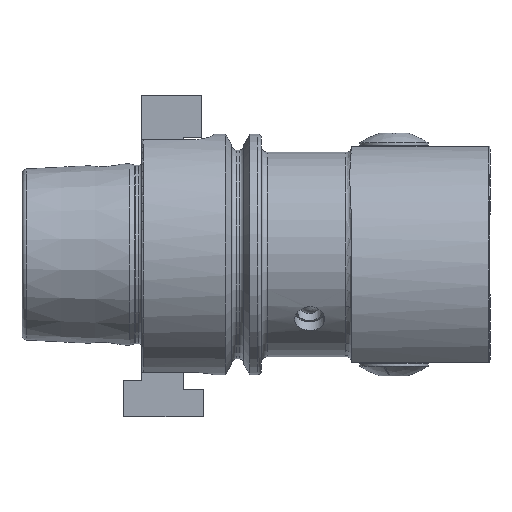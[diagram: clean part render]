
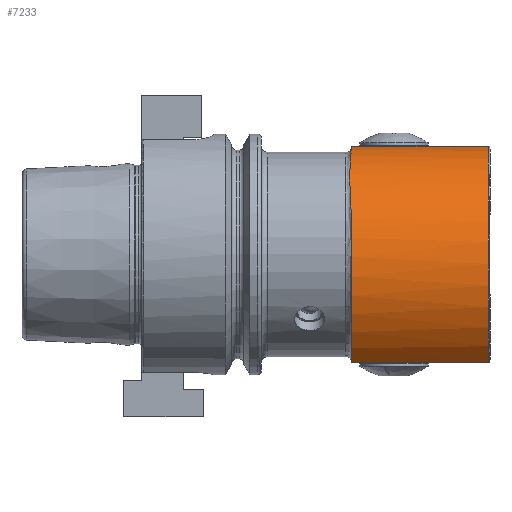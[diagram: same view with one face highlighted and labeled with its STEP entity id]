
A CAD part, front view. The second image highlights one B-rep face of the part: STEP entity #7233.
In plain terms, the highlighted cylindrical face has radius 20.938 mm (diameter 41.876 mm), a partial arc.
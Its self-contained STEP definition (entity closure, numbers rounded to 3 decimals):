
#18 = CARTESIAN_POINT ( 'NONE',  ( 35., 0., 18. ) ) ;
#522 = CARTESIAN_POINT ( 'NONE',  ( 34.976, -17.142, 4.734 ) ) ;
#563 = CARTESIAN_POINT ( 'NONE',  ( 35., -0.519, 17.94 ) ) ;
#586 = DIRECTION ( 'NONE',  ( 1., 0., 0. ) ) ;
#684 = CARTESIAN_POINT ( 'NONE',  ( 34.681, -12.742, 11.698 ) ) ;
#899 = VERTEX_POINT ( 'NONE', #7817 ) ;
#1256 = CIRCLE ( 'NONE', #3249, 20.938 ) ;
#1431 = CARTESIAN_POINT ( 'NONE',  ( 34.789, -6.923, 15.955 ) ) ;
#1435 = AXIS2_PLACEMENT_3D ( 'NONE', #10638, #586, #9893 ) ;
#1513 = EDGE_LOOP ( 'NONE', ( #7991, #5436, #7659, #3189, #9744 ) ) ;
#1533 = CARTESIAN_POINT ( 'NONE',  ( 34.789, -14.71, 9.279 ) ) ;
#1736 = CYLINDRICAL_SURFACE ( 'NONE', #1435, 20.938 ) ;
#1775 = CIRCLE ( 'NONE', #9845, 20.938 ) ;
#1818 = DIRECTION ( 'NONE',  ( 1., 0., 0. ) ) ;
#1836 = EDGE_CURVE ( 'NONE', #8039, #7180, #5741, .T. ) ;
#2325 = LINE ( 'NONE', #8013, #6523 ) ;
#2382 = CARTESIAN_POINT ( 'NONE',  ( 34.916, -16.318, 6.639 ) ) ;
#2638 = VERTEX_POINT ( 'NONE', #18 ) ;
#2653 = CARTESIAN_POINT ( 'NONE',  ( 57.7, 2.4, -2.8 ) ) ;
#3105 = CARTESIAN_POINT ( 'NONE',  ( 35., -17.789, 2.751 ) ) ;
#3110 = EDGE_CURVE ( 'NONE', #7346, #8039, #1775, .T. ) ;
#3139 = CARTESIAN_POINT ( 'NONE',  ( 34.963, -2.569, 17.546 ) ) ;
#3189 = ORIENTED_EDGE ( 'NONE', *, *, #3110, .T. ) ;
#3206 = CARTESIAN_POINT ( 'NONE',  ( 35., 0., 18. ) ) ;
#3249 = AXIS2_PLACEMENT_3D ( 'NONE', #2653, #5154, #8577 ) ;
#3948 = CARTESIAN_POINT ( 'NONE',  ( 34.681, -9.615, 14.379 ) ) ;
#3983 = CARTESIAN_POINT ( 'NONE',  ( 34.81, -6.458, 16.179 ) ) ;
#3984 = CARTESIAN_POINT ( 'NONE',  ( 35., -12., -18. ) ) ;
#4208 = CARTESIAN_POINT ( 'NONE',  ( 30., -12., -18. ) ) ;
#4756 = CARTESIAN_POINT ( 'NONE',  ( 34.729, -8.291, 15.21 ) ) ;
#4876 = CARTESIAN_POINT ( 'NONE',  ( 34.874, -5.042, 16.798 ) ) ;
#5076 = VECTOR ( 'NONE', #1818, 1000. ) ;
#5154 = DIRECTION ( 'NONE',  ( 1., 0., 0. ) ) ;
#5436 = ORIENTED_EDGE ( 'NONE', *, *, #8683, .F. ) ;
#5658 = CARTESIAN_POINT ( 'NONE',  ( 35., -17.65, 3.254 ) ) ;
#5741 = LINE ( 'NONE', #4208, #5076 ) ;
#5792 = DIRECTION ( 'NONE',  ( 0., 0., -1. ) ) ;
#6459 = CARTESIAN_POINT ( 'NONE',  ( 34.976, -2.06, 17.664 ) ) ;
#6523 = VECTOR ( 'NONE', #8852, 1000. ) ;
#6568 = CARTESIAN_POINT ( 'NONE',  ( 34.729, -13.764, 10.519 ) ) ;
#6636 = CARTESIAN_POINT ( 'NONE',  ( 35., 2.4, -2.8 ) ) ;
#7180 = VERTEX_POINT ( 'NONE', #9923 ) ;
#7233 = ADVANCED_FACE ( 'NONE', ( #9599 ), #1736, .T. ) ;
#7346 = VERTEX_POINT ( 'NONE', #10065 ) ;
#7393 = CARTESIAN_POINT ( 'NONE',  ( 34.81, -15.003, 8.853 ) ) ;
#7659 = ORIENTED_EDGE ( 'NONE', *, *, #9568, .T. ) ;
#7817 = CARTESIAN_POINT ( 'NONE',  ( 57.7, 0., 18. ) ) ;
#7989 = B_SPLINE_CURVE_WITH_KNOTS ( 'NONE', 3,
 ( #3206, #563, #8170, #6459, #3139, #9759, #4876, #3983, #1431, #8205, #4756, #3948, #10685, #10650, #684, #6568, #8237, #1533, #7393, #9875, #2382, #9090, #522, #8135, #5658, #3105 ),
 .UNSPECIFIED., .F., .F.,
 ( 4, 2, 2, 2, 2, 2, 2, 2, 2, 2, 2, 2, 4 ),
 ( 0., 0.002, 0.003, 0.006, 0.008, 0.009, 0.013, 0.016, 0.017, 0.019, 0.022, 0.023, 0.025 ),
 .UNSPECIFIED. ) ;
#7991 = ORIENTED_EDGE ( 'NONE', *, *, #9097, .F. ) ;
#8013 = CARTESIAN_POINT ( 'NONE',  ( 30., 0., 18. ) ) ;
#8039 = VERTEX_POINT ( 'NONE', #3984 ) ;
#8135 = CARTESIAN_POINT ( 'NONE',  ( 34.995, -17.493, 3.751 ) ) ;
#8170 = CARTESIAN_POINT ( 'NONE',  ( 34.995, -1.035, 17.861 ) ) ;
#8205 = CARTESIAN_POINT ( 'NONE',  ( 34.748, -7.839, 15.471 ) ) ;
#8237 = CARTESIAN_POINT ( 'NONE',  ( 34.748, -14.091, 10.111 ) ) ;
#8577 = DIRECTION ( 'NONE',  ( 0., -0.115, 0.993 ) ) ;
#8683 = EDGE_CURVE ( 'NONE', #2638, #899, #2325, .T. ) ;
#8852 = DIRECTION ( 'NONE',  ( 1., 0., 0. ) ) ;
#9090 = CARTESIAN_POINT ( 'NONE',  ( 34.963, -16.948, 5.219 ) ) ;
#9097 = EDGE_CURVE ( 'NONE', #899, #7180, #1256, .T. ) ;
#9568 = EDGE_CURVE ( 'NONE', #2638, #7346, #7989, .T. ) ;
#9599 = FACE_OUTER_BOUND ( 'NONE', #1513, .T. ) ;
#9744 = ORIENTED_EDGE ( 'NONE', *, *, #1836, .T. ) ;
#9759 = CARTESIAN_POINT ( 'NONE',  ( 34.916, -4.07, 17.14 ) ) ;
#9845 = AXIS2_PLACEMENT_3D ( 'NONE', #6636, #10797, #5792 ) ;
#9875 = CARTESIAN_POINT ( 'NONE',  ( 34.874, -15.831, 7.548 ) ) ;
#9893 = DIRECTION ( 'NONE',  ( 0., 0., -1. ) ) ;
#9923 = CARTESIAN_POINT ( 'NONE',  ( 57.7, -12., -18. ) ) ;
#10065 = CARTESIAN_POINT ( 'NONE',  ( 35., -17.789, 2.751 ) ) ;
#10638 = CARTESIAN_POINT ( 'NONE',  ( 30., 2.4, -2.8 ) ) ;
#10650 = CARTESIAN_POINT ( 'NONE',  ( 34.661, -12.01, 12.426 ) ) ;
#10685 = CARTESIAN_POINT ( 'NONE',  ( 34.661, -10.446, 13.766 ) ) ;
#10797 = DIRECTION ( 'NONE',  ( 1., 0., 0. ) ) ;
